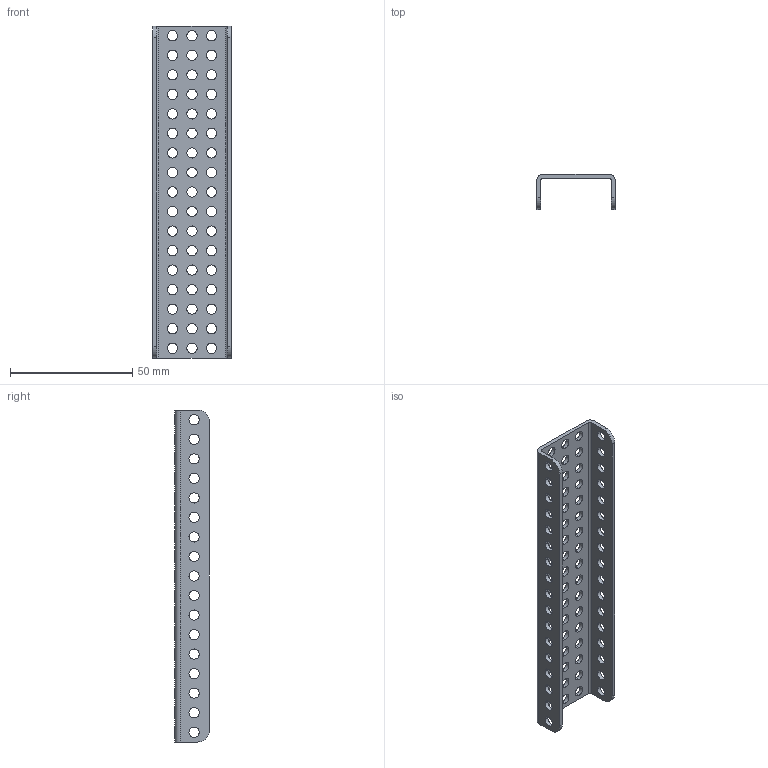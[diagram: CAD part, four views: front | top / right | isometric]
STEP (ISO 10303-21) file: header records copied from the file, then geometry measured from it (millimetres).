
FILE_DESCRIPTION (( 'STEP AP214' ), '1' );
FILE_NAME ('06-0017.step', '2020-04-06T07:07:39', ( '' ), ( '' ), 'SwSTEP 2.0', 'SolidWorks 2020', '' );
FILE_SCHEMA (( 'AUTOMOTIVE_DESIGN' ));
Length unit declared in the file: millimetre
Products named in the file (1): 06-0017
Bounding box: 32 x 14.3 x 136 mm (x, y, z)
Volume: 10287.4 mm3; surface area: 15255.2 mm2
Topology: 1 solids, 1 shells, 188 faces, 558 edges, 372 vertices
Faces by surface type: cylinder 178, plane 10
Entity records: 6892 total; most frequent: DIRECTION 1292, CARTESIAN_POINT 1119, ORIENTED_EDGE 1116, EDGE_CURVE 558, AXIS2_PLACEMENT_3D 545, VERTEX_POINT 372, EDGE_LOOP 358, CIRCLE 356
